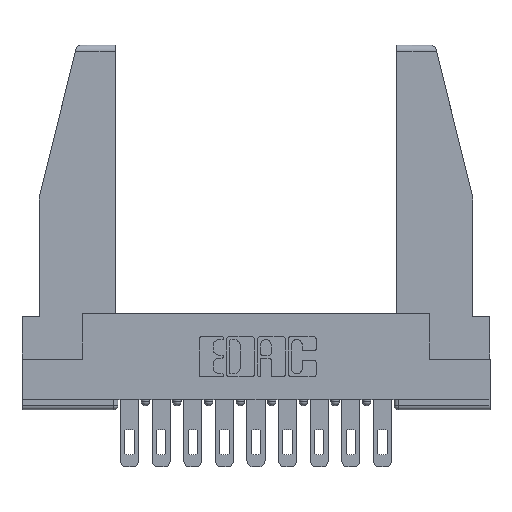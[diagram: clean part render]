
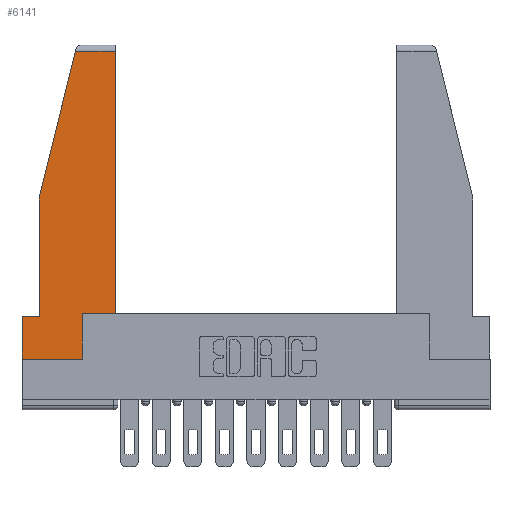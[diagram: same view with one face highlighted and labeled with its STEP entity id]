
A CAD part, top view. The second image highlights one B-rep face of the part: STEP entity #6141.
In plain terms, the highlighted planar face has unit normal (0, 0, 1).
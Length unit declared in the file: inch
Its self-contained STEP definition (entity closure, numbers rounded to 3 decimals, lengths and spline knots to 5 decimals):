
#237 = LINE ( 'NONE', #6137, #744 ) ;
#323 = CARTESIAN_POINT ( 'NONE',  ( 0., 0.21, 0. ) ) ;
#412 = DIRECTION ( 'NONE',  ( 0., 1., 0. ) ) ;
#568 = ORIENTED_EDGE ( 'NONE', *, *, #5030, .T. ) ;
#613 = LINE ( 'NONE', #1354, #6413 ) ;
#744 = VECTOR ( 'NONE', #7204, 39.37008 ) ;
#1239 = VECTOR ( 'NONE', #7884, 39.37008 ) ;
#1354 = CARTESIAN_POINT ( 'NONE',  ( 0.297, 0., 0. ) ) ;
#1433 = PLANE ( 'NONE',  #7129 ) ;
#1684 = VECTOR ( 'NONE', #412, 39.37008 ) ;
#1848 = CARTESIAN_POINT ( 'NONE',  ( 0.461, 0.223, 0. ) ) ;
#2053 = EDGE_CURVE ( 'NONE', #11340, #5996, #5268, .T. ) ;
#2291 = CARTESIAN_POINT ( 'NONE',  ( 0., 0., 0. ) ) ;
#2563 = VERTEX_POINT ( 'NONE', #5416 ) ;
#2572 = EDGE_CURVE ( 'NONE', #4368, #11059, #2879, .T. ) ;
#2802 = EDGE_CURVE ( 'NONE', #2563, #4368, #11993, .T. ) ;
#2879 = LINE ( 'NONE', #12026, #10470 ) ;
#3076 = DIRECTION ( 'NONE',  ( 0., -1., 0. ) ) ;
#3354 = ORIENTED_EDGE ( 'NONE', *, *, #7719, .T. ) ;
#3600 = VECTOR ( 'NONE', #4995, 39.37008 ) ;
#3800 = LINE ( 'NONE', #323, #1239 ) ;
#3863 = ORIENTED_EDGE ( 'NONE', *, *, #2802, .T. ) ;
#4079 = EDGE_LOOP ( 'NONE', ( #6574, #6482, #3863, #7940, #7472, #3354, #10405, #568, #11424 ) ) ;
#4204 = VERTEX_POINT ( 'NONE', #14008 ) ;
#4318 = CARTESIAN_POINT ( 'NONE',  ( 0., 0.21, 0. ) ) ;
#4368 = VERTEX_POINT ( 'NONE', #5422 ) ;
#4402 = DIRECTION ( 'NONE',  ( 1., 0., 0. ) ) ;
#4423 = LINE ( 'NONE', #4551, #1684 ) ;
#4485 = CARTESIAN_POINT ( 'NONE',  ( 0.297, 0.223, 0. ) ) ;
#4551 = CARTESIAN_POINT ( 'NONE',  ( 0.461, 0.223, 0. ) ) ;
#4635 = DIRECTION ( 'NONE',  ( 0., 0., 1. ) ) ;
#4692 = DIRECTION ( 'NONE',  ( 0., 1., 0. ) ) ;
#4863 = VERTEX_POINT ( 'NONE', #5355 ) ;
#4995 = DIRECTION ( 'NONE',  ( -1., 0., 0. ) ) ;
#5030 = EDGE_CURVE ( 'NONE', #4863, #11340, #613, .T. ) ;
#5268 = LINE ( 'NONE', #4485, #6120 ) ;
#5355 = CARTESIAN_POINT ( 'NONE',  ( 0.297, 0., 0. ) ) ;
#5416 = CARTESIAN_POINT ( 'NONE',  ( 0.2636, 1.52, 0. ) ) ;
#5422 = CARTESIAN_POINT ( 'NONE',  ( 0.086, 0.8, 0. ) ) ;
#5838 = DIRECTION ( 'NONE',  ( -0.239, -0.971, 0. ) ) ;
#5996 = VERTEX_POINT ( 'NONE', #1848 ) ;
#6120 = VECTOR ( 'NONE', #8709, 39.37008 ) ;
#6137 = CARTESIAN_POINT ( 'NONE',  ( 0., 0.21, 0. ) ) ;
#6141 = ADVANCED_FACE ( 'NONE', ( #11093 ), #1433, .T. ) ;
#6413 = VECTOR ( 'NONE', #4692, 39.37008 ) ;
#6482 = ORIENTED_EDGE ( 'NONE', *, *, #9978, .T. ) ;
#6574 = ORIENTED_EDGE ( 'NONE', *, *, #11099, .T. ) ;
#6929 = VERTEX_POINT ( 'NONE', #9848 ) ;
#7129 = AXIS2_PLACEMENT_3D ( 'NONE', #9060, #4635, #12368 ) ;
#7204 = DIRECTION ( 'NONE',  ( 0., -1., 0. ) ) ;
#7372 = LINE ( 'NONE', #2291, #13230 ) ;
#7472 = ORIENTED_EDGE ( 'NONE', *, *, #8091, .T. ) ;
#7572 = CARTESIAN_POINT ( 'NONE',  ( 0.297, 0.223, 0. ) ) ;
#7719 = EDGE_CURVE ( 'NONE', #12344, #6929, #237, .T. ) ;
#7884 = DIRECTION ( 'NONE',  ( -1., 0., 0. ) ) ;
#7940 = ORIENTED_EDGE ( 'NONE', *, *, #2572, .T. ) ;
#8091 = EDGE_CURVE ( 'NONE', #11059, #12344, #3800, .T. ) ;
#8547 = VECTOR ( 'NONE', #5838, 39.37008 ) ;
#8709 = DIRECTION ( 'NONE',  ( 1., 0., 0. ) ) ;
#9060 = CARTESIAN_POINT ( 'NONE',  ( 0., 0., 0. ) ) ;
#9078 = CARTESIAN_POINT ( 'NONE',  ( 0.271, 1.55, 0. ) ) ;
#9685 = EDGE_CURVE ( 'NONE', #6929, #4863, #7372, .T. ) ;
#9848 = CARTESIAN_POINT ( 'NONE',  ( 0., 0., 0. ) ) ;
#9978 = EDGE_CURVE ( 'NONE', #4204, #2563, #12362, .T. ) ;
#10405 = ORIENTED_EDGE ( 'NONE', *, *, #9685, .T. ) ;
#10470 = VECTOR ( 'NONE', #3076, 39.37008 ) ;
#11059 = VERTEX_POINT ( 'NONE', #12475 ) ;
#11093 = FACE_OUTER_BOUND ( 'NONE', #4079, .T. ) ;
#11099 = EDGE_CURVE ( 'NONE', #5996, #4204, #4423, .T. ) ;
#11340 = VERTEX_POINT ( 'NONE', #7572 ) ;
#11424 = ORIENTED_EDGE ( 'NONE', *, *, #2053, .T. ) ;
#11597 = CARTESIAN_POINT ( 'NONE',  ( 0., 1.52, 0. ) ) ;
#11993 = LINE ( 'NONE', #9078, #8547 ) ;
#12026 = CARTESIAN_POINT ( 'NONE',  ( 0.086, 0.8, 0. ) ) ;
#12344 = VERTEX_POINT ( 'NONE', #4318 ) ;
#12362 = LINE ( 'NONE', #11597, #3600 ) ;
#12368 = DIRECTION ( 'NONE',  ( 1., 0., 0. ) ) ;
#12475 = CARTESIAN_POINT ( 'NONE',  ( 0.086, 0.21, 0. ) ) ;
#13230 = VECTOR ( 'NONE', #4402, 39.37008 ) ;
#14008 = CARTESIAN_POINT ( 'NONE',  ( 0.461, 1.52, 0. ) ) ;
